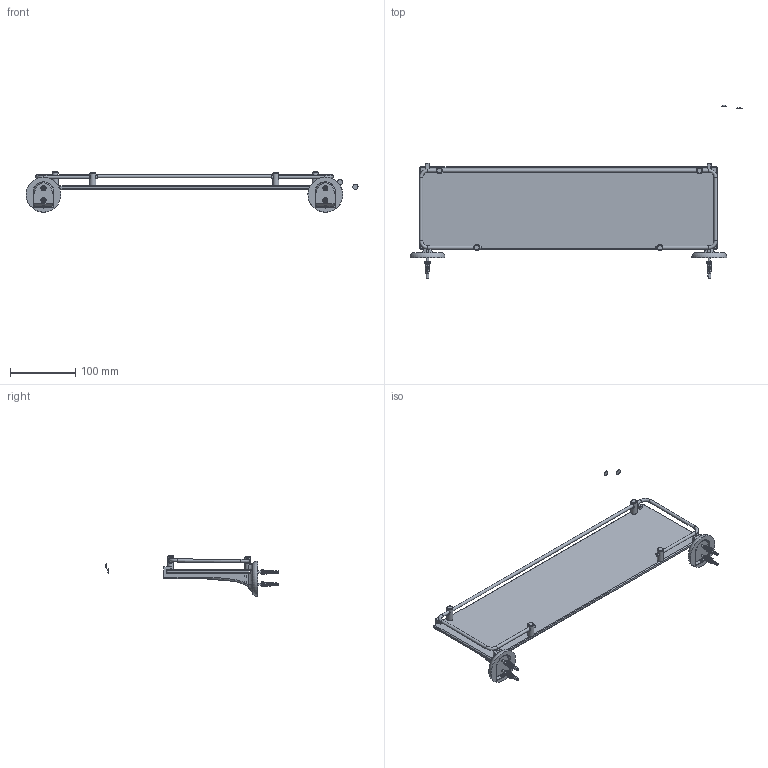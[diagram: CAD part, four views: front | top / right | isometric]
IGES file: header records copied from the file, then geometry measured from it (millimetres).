
Global section: file name: No Iges File Name specified; native system: Autodesk Inventor 2012; preprocessor: AutoDesk Inventor Iges Exporter R2012; author: sbajwa; date: 20130102.141102; units: millimetre
Bounding box: 510 x 266.59 x 62.16 mm (x, y, z)
Volume: 417126.9 mm3; surface area: 172750 mm2
Topology: 30 solids, 30 shells, 1371 faces, 3796 edges, 2466 vertices
Faces by surface type: plane 956, revolution 146, cylinder 107, cone 80, bspline 34, torus 32, sphere 16
Full cylindrical faces by diameter (mm): 2.693 x4, 3 x4, 3.6 x4, 4 x4, 4.8 x5, 5.5 x4, 9.5 x4
